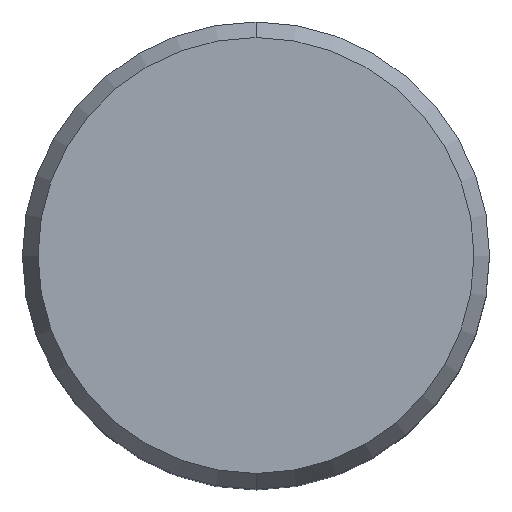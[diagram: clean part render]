
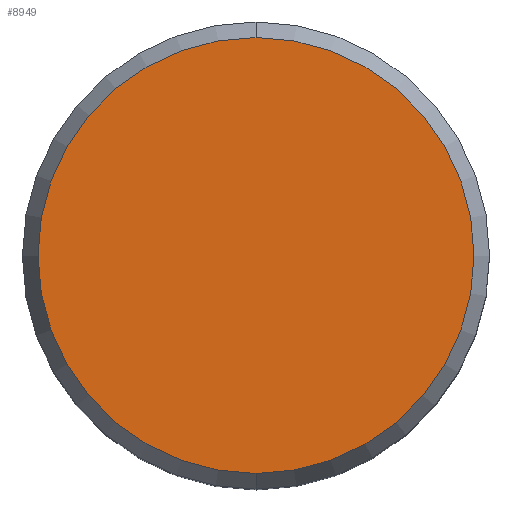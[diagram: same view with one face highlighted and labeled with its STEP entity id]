
A CAD part, top view. The second image highlights one B-rep face of the part: STEP entity #8949.
In plain terms, the highlighted planar face has unit normal (0, 0, 1).
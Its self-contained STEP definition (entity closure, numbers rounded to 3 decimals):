
#2777=CARTESIAN_POINT('',(0.,0.,40.));
#2778=DIRECTION('',(0.,0.,1.));
#2779=DIRECTION('',(0.,1.,0.));
#2780=AXIS2_PLACEMENT_3D('',#2777,#2778,#2779);
#2782=CARTESIAN_POINT('',(0.,0.,40.));
#2783=DIRECTION('',(0.,0.,1.));
#2784=DIRECTION('',(0.,-1.,0.));
#2785=AXIS2_PLACEMENT_3D('',#2782,#2783,#2784);
#2946=CARTESIAN_POINT('',(0.,8.4,40.));
#2947=CARTESIAN_POINT('',(0.,-8.4,40.));
#2948=VERTEX_POINT('',#2946);
#2949=VERTEX_POINT('',#2947);
#8939=CARTESIAN_POINT('',(0.,0.,40.));
#8940=DIRECTION('',(0.,0.,1.));
#8941=DIRECTION('',(1.,0.,0.));
#8942=AXIS2_PLACEMENT_3D('',#8939,#8940,#8941);
#8943=PLANE('',#8942);
#8944=ORIENTED_EDGE('',*,*,#8916,.F.);
#8946=ORIENTED_EDGE('',*,*,#8945,.F.);
#8947=EDGE_LOOP('',(#8944,#8946));
#8948=FACE_OUTER_BOUND('',#8947,.F.);
#8949=ADVANCED_FACE('',(#8948),#8943,.T.);
#2781=CIRCLE('',#2780,8.4);
#2786=CIRCLE('',#2785,8.4);
#8916=EDGE_CURVE('',#2948,#2949,#2781,.T.);
#8945=EDGE_CURVE('',#2949,#2948,#2786,.T.);
